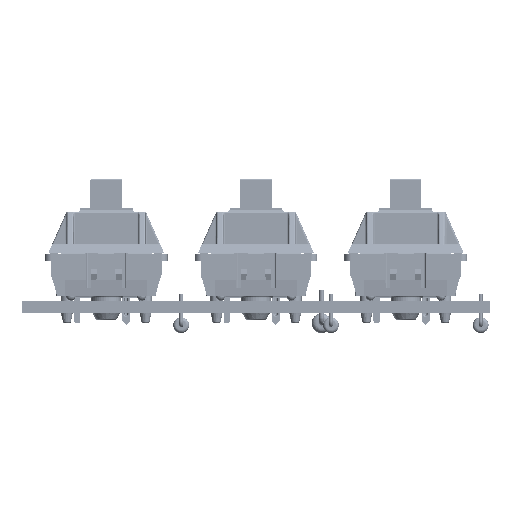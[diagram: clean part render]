
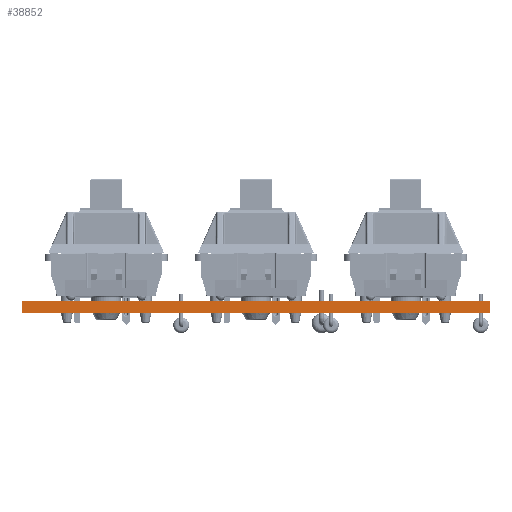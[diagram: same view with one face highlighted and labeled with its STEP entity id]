
A CAD part, front view. The second image highlights one B-rep face of the part: STEP entity #38852.
In plain terms, the highlighted planar face has unit normal (0, -1, 0).
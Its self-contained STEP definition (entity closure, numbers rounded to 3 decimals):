
#38852 = ADVANCED_FACE('',(#38853),#38887,.T.);
#38853 = FACE_BOUND('',#38854,.T.);
#38854 = EDGE_LOOP('',(#38855,#38865,#38873,#38881));
#38855 = ORIENTED_EDGE('',*,*,#38856,.T.);
#38856 = EDGE_CURVE('',#38857,#38859,#38861,.T.);
#38857 = VERTEX_POINT('',#38858);
#38858 = CARTESIAN_POINT('',(182.166,-105.966,0.));
#38859 = VERTEX_POINT('',#38860);
#38860 = CARTESIAN_POINT('',(182.166,-105.966,1.51));
#38861 = LINE('',#38862,#38863);
#38862 = CARTESIAN_POINT('',(182.166,-105.966,0.));
#38863 = VECTOR('',#38864,1.);
#38864 = DIRECTION('',(0.,0.,1.));
#38865 = ORIENTED_EDGE('',*,*,#38866,.T.);
#38866 = EDGE_CURVE('',#38859,#38867,#38869,.T.);
#38867 = VERTEX_POINT('',#38868);
#38868 = CARTESIAN_POINT('',(122.634,-105.966,1.51));
#38869 = LINE('',#38870,#38871);
#38870 = CARTESIAN_POINT('',(182.166,-105.966,1.51));
#38871 = VECTOR('',#38872,1.);
#38872 = DIRECTION('',(-1.,0.,0.));
#38873 = ORIENTED_EDGE('',*,*,#38874,.F.);
#38874 = EDGE_CURVE('',#38875,#38867,#38877,.T.);
#38875 = VERTEX_POINT('',#38876);
#38876 = CARTESIAN_POINT('',(122.634,-105.966,0.));
#38877 = LINE('',#38878,#38879);
#38878 = CARTESIAN_POINT('',(122.634,-105.966,0.));
#38879 = VECTOR('',#38880,1.);
#38880 = DIRECTION('',(0.,0.,1.));
#38881 = ORIENTED_EDGE('',*,*,#38882,.F.);
#38882 = EDGE_CURVE('',#38857,#38875,#38883,.T.);
#38883 = LINE('',#38884,#38885);
#38884 = CARTESIAN_POINT('',(182.166,-105.966,0.));
#38885 = VECTOR('',#38886,1.);
#38886 = DIRECTION('',(-1.,0.,0.));
#38887 = PLANE('',#38888);
#38888 = AXIS2_PLACEMENT_3D('',#38889,#38890,#38891);
#38889 = CARTESIAN_POINT('',(182.166,-105.966,0.));
#38890 = DIRECTION('',(0.,-1.,0.));
#38891 = DIRECTION('',(-1.,0.,0.));
